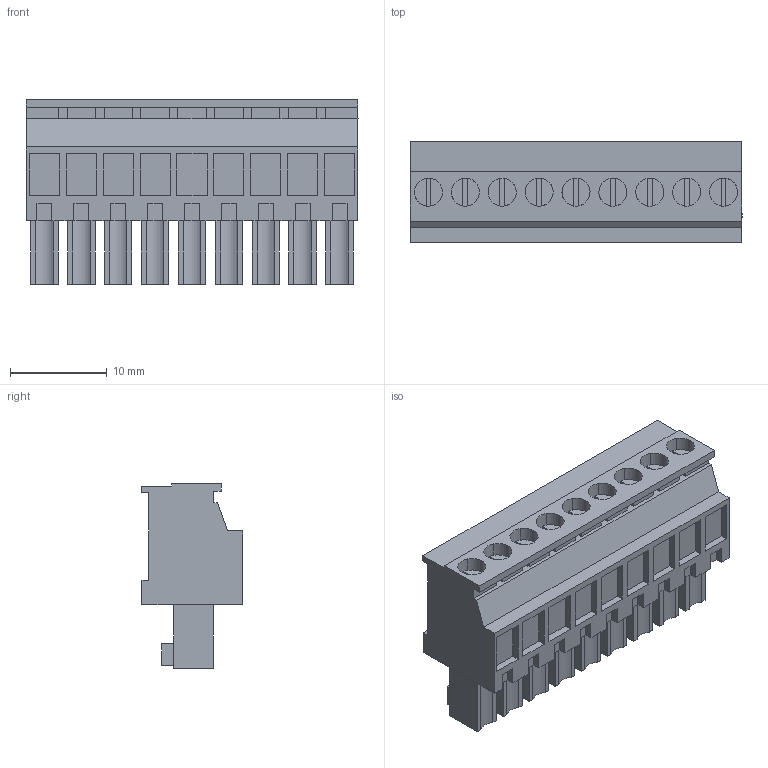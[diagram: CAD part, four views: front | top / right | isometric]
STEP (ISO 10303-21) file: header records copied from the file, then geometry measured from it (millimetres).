
FILE_DESCRIPTION(('CATIA V5 STEP Exchange','CAx-IF Rec.Pracs.--- Model Styling and Organization---1.2---2011-12-15'),'2;1');
FILE_NAME ('D1459675_0_1940260000_1940260000.stp','2017-04-13T06:39:51+00:00',('none'),('Weidmueller'),'CATIA Version 5-6 Release 2014','CATIA V5 STEP AP214','none');
FILE_SCHEMA(('AUTOMOTIVE_DESIGN { 1 0 10303 214 1 1 1 1 }'));
Length unit declared in the file: millimetre
Products named in the file (1): 1940260000
Bounding box: 34.29 x 10.45 x 19.1 mm (x, y, z)
Volume: 4236.9 mm3; surface area: 3430.6 mm2
Topology: 10 solids, 10 shells, 407 faces, 1052 edges, 712 vertices
Faces by surface type: plane 340, cylinder 67
Entity records: 11551 total; most frequent: CARTESIAN_POINT 2142, ORIENTED_EDGE 2104, DIRECTION 1556, EDGE_CURVE 1052, VECTOR 882, LINE 882, VERTEX_POINT 712, EDGE_LOOP 454
